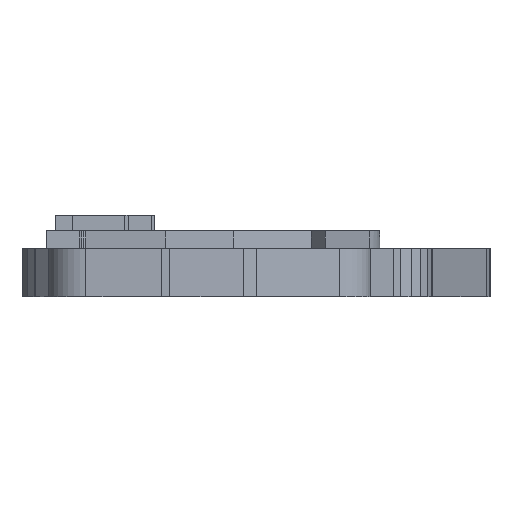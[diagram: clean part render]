
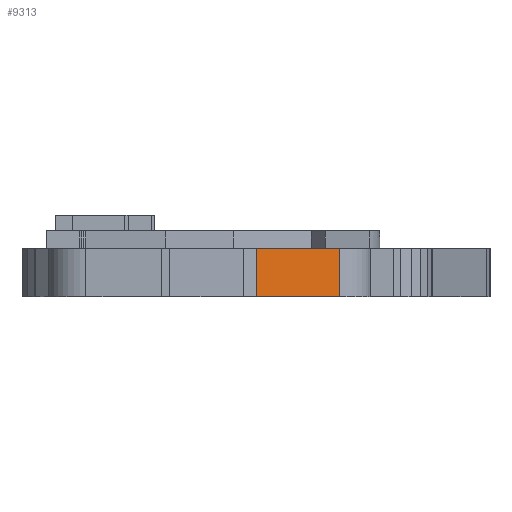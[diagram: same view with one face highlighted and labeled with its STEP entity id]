
A CAD part, left-side view. The second image highlights one B-rep face of the part: STEP entity #9313.
In plain terms, the highlighted planar face has unit normal (-0.982, -0.191, 0).
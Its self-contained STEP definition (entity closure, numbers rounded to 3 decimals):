
#633=FACE_OUTER_BOUND('',#1129,.T.);
#1129=EDGE_LOOP('',(#8355,#8356,#8357,#8358));
#1396=LINE('',#12989,#2608);
#1720=LINE('',#13677,#2932);
#2342=LINE('',#14993,#3554);
#2343=LINE('',#14995,#3555);
#2608=VECTOR('',#10312,10.);
#2932=VECTOR('',#10698,10.);
#3554=VECTOR('',#12056,10.);
#3555=VECTOR('',#12059,10.);
#3820=VERTEX_POINT('',#12986);
#3821=VERTEX_POINT('',#12988);
#4153=VERTEX_POINT('',#13674);
#4154=VERTEX_POINT('',#13676);
#4780=EDGE_CURVE('',#3820,#3821,#1396,.T.);
#5124=EDGE_CURVE('',#4153,#4154,#1720,.T.);
#5782=EDGE_CURVE('',#3820,#4154,#2342,.T.);
#5783=EDGE_CURVE('',#3821,#4153,#2343,.T.);
#8355=ORIENTED_EDGE('',*,*,#5782,.T.);
#8356=ORIENTED_EDGE('',*,*,#5124,.F.);
#8357=ORIENTED_EDGE('',*,*,#5783,.F.);
#8358=ORIENTED_EDGE('',*,*,#4780,.F.);
#8849=PLANE('',#9841);
#9313=ADVANCED_FACE('',(#633),#8849,.T.);
#9841=AXIS2_PLACEMENT_3D('',#14994,#12057,#12058);
#10312=DIRECTION('',(-0.191,0.982,0.));
#10698=DIRECTION('',(0.191,-0.982,0.));
#12056=DIRECTION('',(0.,0.,1.));
#12057=DIRECTION('center_axis',(-0.982,-0.191,0.));
#12058=DIRECTION('ref_axis',(0.191,-0.982,0.));
#12059=DIRECTION('',(0.,0.,1.));
#12986=CARTESIAN_POINT('',(21.547,46.661,-5.));
#12988=CARTESIAN_POINT('',(17.186,69.092,-5.));
#12989=CARTESIAN_POINT('',(20.847,50.26,-5.));
#13674=CARTESIAN_POINT('',(17.186,69.092,8.));
#13676=CARTESIAN_POINT('',(21.547,46.661,8.));
#13677=CARTESIAN_POINT('',(20.847,50.26,8.));
#14993=CARTESIAN_POINT('',(21.547,46.661,0.));
#14994=CARTESIAN_POINT('Origin',(17.186,69.092,0.));
#14995=CARTESIAN_POINT('',(17.186,69.092,0.));
